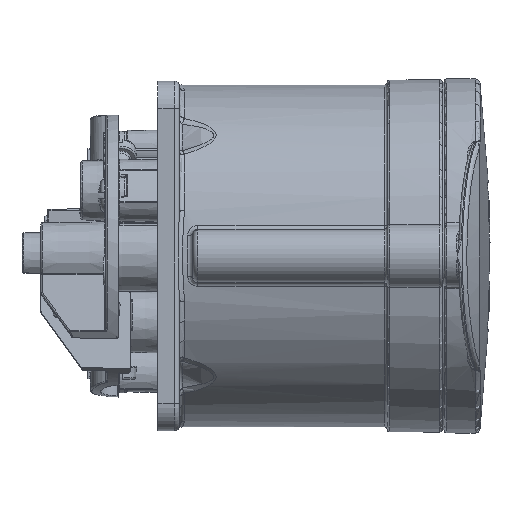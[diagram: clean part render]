
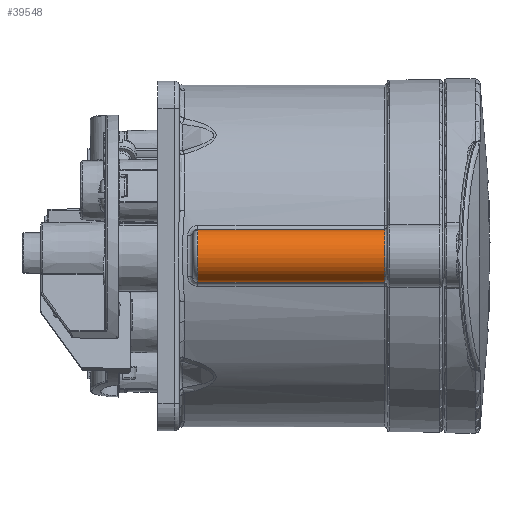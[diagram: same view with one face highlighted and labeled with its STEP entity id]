
A CAD part, front view. The second image highlights one B-rep face of the part: STEP entity #39548.
In plain terms, the highlighted cylindrical face has radius 5.3 mm (diameter 10.6 mm), a partial arc.
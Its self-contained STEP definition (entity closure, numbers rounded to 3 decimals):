
#5940 = AXIS2_PLACEMENT_3D ( 'NONE', #69084, #39935, #54300 ) ;
#5989 = CARTESIAN_POINT ( 'NONE',  ( -49., -35., 0. ) ) ;
#9596 = CARTESIAN_POINT ( 'NONE',  ( -310.771, -35., 0. ) ) ;
#10894 = ORIENTED_EDGE ( 'NONE', *, *, #49174, .T. ) ;
#11469 = CARTESIAN_POINT ( 'NONE',  ( -310.771, -34.734, 5.293 ) ) ;
#12569 = DIRECTION ( 'NONE',  ( 1., 0., 0. ) ) ;
#14226 = ORIENTED_EDGE ( 'NONE', *, *, #26804, .T. ) ;
#16503 = DIRECTION ( 'NONE',  ( 1., 0., 0. ) ) ;
#16552 = AXIS2_PLACEMENT_3D ( 'NONE', #5989, #77128, #84977 ) ;
#19074 = VECTOR ( 'NONE', #32697, 1000. ) ;
#20181 = VERTEX_POINT ( 'NONE', #90230 ) ;
#22334 = EDGE_CURVE ( 'NONE', #50222, #86452, #74807, .T. ) ;
#22941 = ORIENTED_EDGE ( 'NONE', *, *, #68957, .T. ) ;
#26804 = EDGE_CURVE ( 'NONE', #20181, #68692, #77251, .T. ) ;
#27829 = VECTOR ( 'NONE', #12569, 1000. ) ;
#32697 = DIRECTION ( 'NONE',  ( 1., 0., 0. ) ) ;
#34263 = CIRCLE ( 'NONE', #16552, 5.3 ) ;
#39548 = ADVANCED_FACE ( 'NONE', ( #79837 ), #58536, .T. ) ;
#39935 = DIRECTION ( 'NONE',  ( -1., 0., 0. ) ) ;
#49174 = EDGE_CURVE ( 'NONE', #50222, #20181, #34263, .T. ) ;
#50222 = VERTEX_POINT ( 'NONE', #53139 ) ;
#53139 = CARTESIAN_POINT ( 'NONE',  ( -49., -34.734, 5.293 ) ) ;
#54300 = DIRECTION ( 'NONE',  ( 0., 0., 1. ) ) ;
#56594 = CIRCLE ( 'NONE', #5940, 5.3 ) ;
#58536 = CYLINDRICAL_SURFACE ( 'NONE', #87885, 5.3 ) ;
#68692 = VERTEX_POINT ( 'NONE', #77961 ) ;
#68957 = EDGE_CURVE ( 'NONE', #68692, #86452, #56594, .T. ) ;
#69084 = CARTESIAN_POINT ( 'NONE',  ( -11.6, -35., 0. ) ) ;
#69107 = EDGE_LOOP ( 'NONE', ( #14226, #22941, #77532, #10894 ) ) ;
#74807 = LINE ( 'NONE', #11469, #19074 ) ;
#75154 = CARTESIAN_POINT ( 'NONE',  ( -11.6, -34.734, 5.293 ) ) ;
#77128 = DIRECTION ( 'NONE',  ( 1., 0., 0. ) ) ;
#77251 = LINE ( 'NONE', #84187, #27829 ) ;
#77532 = ORIENTED_EDGE ( 'NONE', *, *, #22334, .F. ) ;
#77961 = CARTESIAN_POINT ( 'NONE',  ( -11.6, -34.734, -5.293 ) ) ;
#79837 = FACE_OUTER_BOUND ( 'NONE', #69107, .T. ) ;
#80309 = DIRECTION ( 'NONE',  ( 0., 0., -1. ) ) ;
#84187 = CARTESIAN_POINT ( 'NONE',  ( -310.771, -34.734, -5.293 ) ) ;
#84977 = DIRECTION ( 'NONE',  ( 0., 0., 1. ) ) ;
#86452 = VERTEX_POINT ( 'NONE', #75154 ) ;
#87885 = AXIS2_PLACEMENT_3D ( 'NONE', #9596, #16503, #80309 ) ;
#90230 = CARTESIAN_POINT ( 'NONE',  ( -49., -34.734, -5.293 ) ) ;
